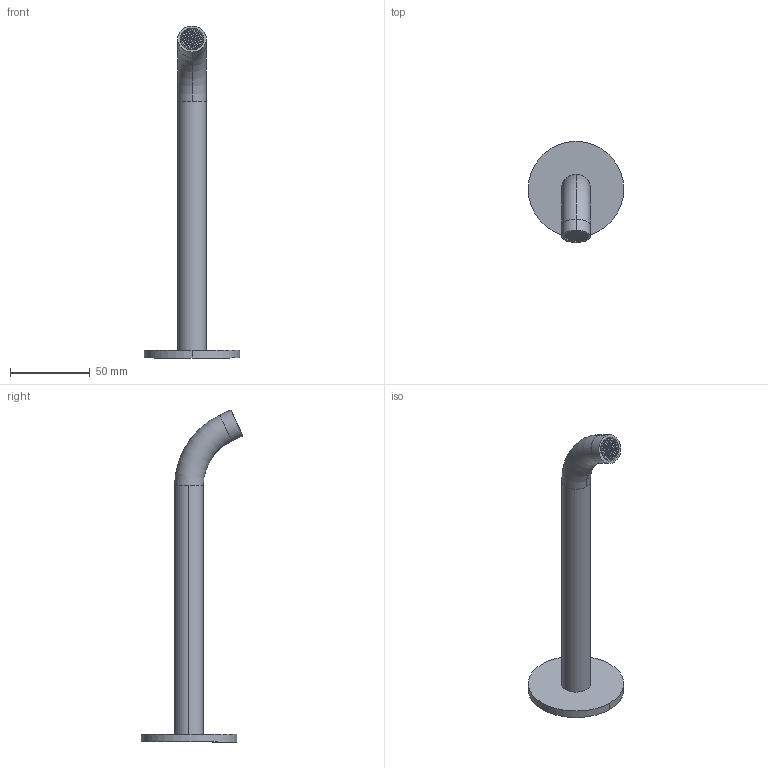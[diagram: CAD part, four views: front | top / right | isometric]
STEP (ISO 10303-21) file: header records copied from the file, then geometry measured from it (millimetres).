
FILE_DESCRIPTION (( 'STEP AP214' ), '1' );
FILE_NAME ('609.STEP', '2025-04-11T08:23:31', ( '' ), ( '' ), 'SwSTEP 2.0', 'SolidWorks 2018', '' );
FILE_SCHEMA (( 'AUTOMOTIVE_DESIGN' ));
Length unit declared in the file: millimetre
Products named in the file (4): 910; retina areatore m 18x1; bocca lavabo incasso; 609
Assembly tree (3 placements, depth 2):
  609
    910
    bocca lavabo incasso
    retina areatore m 18x1
Bounding box: 59.9 x 63.75 x 208.16 mm (x, y, z)
Volume: 29771.9 mm3; surface area: 31405.7 mm2
Topology: 3 solids, 3 shells, 478 faces, 1165 edges, 752 vertices
Faces by surface type: plane 376, cone 42, cylinder 40, torus 20
Entity records: 13929 total; most frequent: CARTESIAN_POINT 2401, ORIENTED_EDGE 2330, DIRECTION 2283, EDGE_CURVE 1165, LINE 1015, VECTOR 1015, VERTEX_POINT 752, AXIS2_PLACEMENT_3D 634
